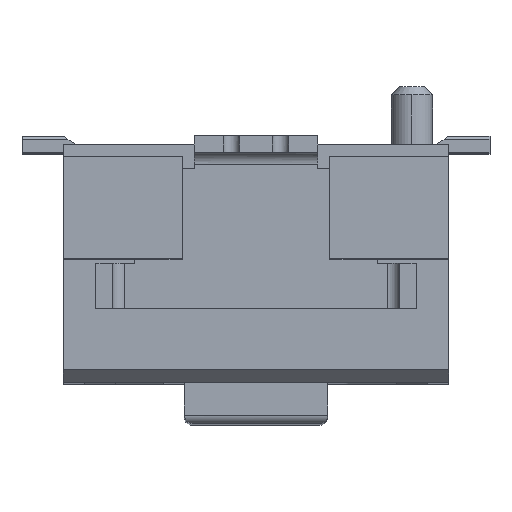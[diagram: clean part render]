
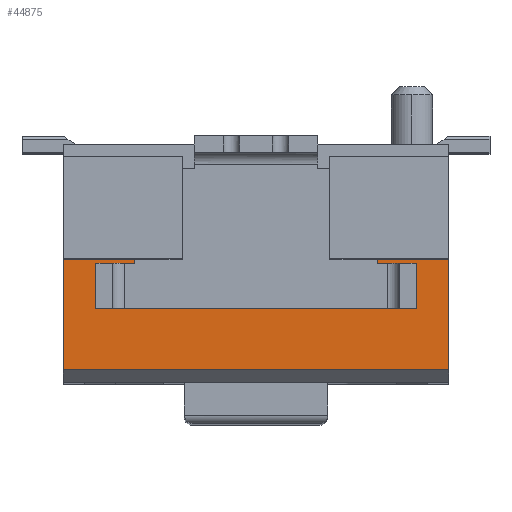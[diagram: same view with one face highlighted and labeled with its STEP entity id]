
A CAD part, top view. The second image highlights one B-rep face of the part: STEP entity #44875.
In plain terms, the highlighted planar face has unit normal (0, 0, 1).
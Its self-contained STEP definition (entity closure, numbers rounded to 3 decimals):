
#423 = VECTOR ( 'NONE', #25360, 1000. ) ;
#430 = CARTESIAN_POINT ( 'NONE',  ( 3.868, -1.65, 1.85 ) ) ;
#934 = PLANE ( 'NONE',  #17212 ) ;
#1717 = VECTOR ( 'NONE', #37976, 1000. ) ;
#3213 = CARTESIAN_POINT ( 'NONE',  ( -0.25, -1.65, 1.85 ) ) ;
#3485 = CARTESIAN_POINT ( 'NONE',  ( -1., -1.65, 1.85 ) ) ;
#4117 = EDGE_CURVE ( 'NONE', #36250, #43240, #8914, .T. ) ;
#4549 = CARTESIAN_POINT ( 'NONE',  ( -0.15, -1.55, 1.85 ) ) ;
#4937 = CARTESIAN_POINT ( 'NONE',  ( 2.1, -0.75, 1.85 ) ) ;
#5400 = LINE ( 'NONE', #4937, #27752 ) ;
#5705 = LINE ( 'NONE', #9661, #11151 ) ;
#5993 = LINE ( 'NONE', #13502, #1717 ) ;
#6288 = VERTEX_POINT ( 'NONE', #8700 ) ;
#6792 = VERTEX_POINT ( 'NONE', #32228 ) ;
#6793 = LINE ( 'NONE', #430, #38242 ) ;
#7167 = CARTESIAN_POINT ( 'NONE',  ( -1., -3., 1.85 ) ) ;
#7971 = CARTESIAN_POINT ( 'NONE',  ( 3.868, -0.106, 1.85 ) ) ;
#8330 = VERTEX_POINT ( 'NONE', #44014 ) ;
#8381 = DIRECTION ( 'NONE',  ( -1., 0., 0. ) ) ;
#8534 = VERTEX_POINT ( 'NONE', #36286 ) ;
#8700 = CARTESIAN_POINT ( 'NONE',  ( -0.3, -2.25, 1.85 ) ) ;
#8914 = LINE ( 'NONE', #13578, #25713 ) ;
#9661 = CARTESIAN_POINT ( 'NONE',  ( 2.825, -0.106, 1.85 ) ) ;
#9824 = EDGE_CURVE ( 'NONE', #31768, #6792, #6793, .T. ) ;
#10002 = CARTESIAN_POINT ( 'NONE',  ( 3.7, -0.106, 1.85 ) ) ;
#10087 = VERTEX_POINT ( 'NONE', #3213 ) ;
#10628 = EDGE_CURVE ( 'NONE', #10087, #25891, #26126, .T. ) ;
#10859 = VECTOR ( 'NONE', #40778, 1000. ) ;
#10962 = ORIENTED_EDGE ( 'NONE', *, *, #20845, .T. ) ;
#11125 = LINE ( 'NONE', #40285, #33815 ) ;
#11151 = VECTOR ( 'NONE', #37712, 1000. ) ;
#11954 = CARTESIAN_POINT ( 'NONE',  ( -0.125, -0.106, 1.85 ) ) ;
#11996 = EDGE_CURVE ( 'NONE', #43255, #18941, #37031, .T. ) ;
#12372 = ORIENTED_EDGE ( 'NONE', *, *, #39287, .T. ) ;
#12389 = CARTESIAN_POINT ( 'NONE',  ( 3.868, -1.65, 1.85 ) ) ;
#12431 = LINE ( 'NONE', #26648, #36524 ) ;
#13028 = CARTESIAN_POINT ( 'NONE',  ( -0.3, -0.106, 1.85 ) ) ;
#13133 = ORIENTED_EDGE ( 'NONE', *, *, #30489, .T. ) ;
#13272 = CARTESIAN_POINT ( 'NONE',  ( -1., -0.106, 1.85 ) ) ;
#13502 = CARTESIAN_POINT ( 'NONE',  ( 0.6, -0.75, 1.85 ) ) ;
#13578 = CARTESIAN_POINT ( 'NONE',  ( -0.15, -0.106, 1.85 ) ) ;
#14181 = CARTESIAN_POINT ( 'NONE',  ( 2.988, -1.688, 1.85 ) ) ;
#14277 = CARTESIAN_POINT ( 'NONE',  ( 3.868, -1.7, 1.85 ) ) ;
#14402 = CARTESIAN_POINT ( 'NONE',  ( 2.85, -1.55, 1.85 ) ) ;
#14682 = EDGE_CURVE ( 'NONE', #40909, #8534, #11125, .T. ) ;
#14792 = VERTEX_POINT ( 'NONE', #18110 ) ;
#15715 = VECTOR ( 'NONE', #24221, 1000. ) ;
#16249 = DIRECTION ( 'NONE',  ( 0., -1., 0. ) ) ;
#16368 = ORIENTED_EDGE ( 'NONE', *, *, #30853, .F. ) ;
#17212 = AXIS2_PLACEMENT_3D ( 'NONE', #7971, #29211, #18782 ) ;
#17410 = CARTESIAN_POINT ( 'NONE',  ( 3.7, -3., 1.85 ) ) ;
#17734 = ORIENTED_EDGE ( 'NONE', *, *, #42930, .T. ) ;
#18089 = DIRECTION ( 'NONE',  ( 0., 1., 0. ) ) ;
#18110 = CARTESIAN_POINT ( 'NONE',  ( 2.85, -0.75, 1.85 ) ) ;
#18194 = VECTOR ( 'NONE', #34675, 1000. ) ;
#18219 = CARTESIAN_POINT ( 'NONE',  ( 3.7, -1.65, 1.85 ) ) ;
#18402 = VECTOR ( 'NONE', #36561, 1000. ) ;
#18545 = EDGE_CURVE ( 'NONE', #25234, #14792, #18771, .T. ) ;
#18771 = LINE ( 'NONE', #21517, #26159 ) ;
#18782 = DIRECTION ( 'NONE',  ( 0., -1., 0. ) ) ;
#18941 = VERTEX_POINT ( 'NONE', #7167 ) ;
#19443 = DIRECTION ( 'NONE',  ( 1., 0., 0. ) ) ;
#19555 = VERTEX_POINT ( 'NONE', #27834 ) ;
#20251 = ORIENTED_EDGE ( 'NONE', *, *, #34506, .T. ) ;
#20533 = LINE ( 'NONE', #10002, #15715 ) ;
#20845 = EDGE_CURVE ( 'NONE', #8534, #6288, #38867, .T. ) ;
#21238 = CARTESIAN_POINT ( 'NONE',  ( -0.125, -0.75, 1.85 ) ) ;
#21517 = CARTESIAN_POINT ( 'NONE',  ( 2.85, -0.106, 1.85 ) ) ;
#23505 = ORIENTED_EDGE ( 'NONE', *, *, #38006, .F. ) ;
#24044 = VERTEX_POINT ( 'NONE', #30480 ) ;
#24221 = DIRECTION ( 'NONE',  ( 0., 1., 0. ) ) ;
#24524 = DIRECTION ( 'NONE',  ( -1., 0., 0. ) ) ;
#24660 = VECTOR ( 'NONE', #41724, 1000. ) ;
#25003 = ORIENTED_EDGE ( 'NONE', *, *, #45708, .T. ) ;
#25234 = VERTEX_POINT ( 'NONE', #14402 ) ;
#25360 = DIRECTION ( 'NONE',  ( -0.707, -0.707, 0. ) ) ;
#25713 = VECTOR ( 'NONE', #16249, 1000. ) ;
#25891 = VERTEX_POINT ( 'NONE', #3485 ) ;
#26027 = DIRECTION ( 'NONE',  ( 0., -1., 0. ) ) ;
#26126 = LINE ( 'NONE', #12389, #40685 ) ;
#26159 = VECTOR ( 'NONE', #18089, 1000. ) ;
#26648 = CARTESIAN_POINT ( 'NONE',  ( 3.868, -1.7, 1.85 ) ) ;
#26903 = VERTEX_POINT ( 'NONE', #21238 ) ;
#27752 = VECTOR ( 'NONE', #19443, 1000. ) ;
#27834 = CARTESIAN_POINT ( 'NONE',  ( -0.3, -1.7, 1.85 ) ) ;
#29211 = DIRECTION ( 'NONE',  ( 0., 0., 1. ) ) ;
#29442 = DIRECTION ( 'NONE',  ( 0., 1., 0. ) ) ;
#29444 = FACE_OUTER_BOUND ( 'NONE', #30828, .T. ) ;
#29550 = ORIENTED_EDGE ( 'NONE', *, *, #44944, .T. ) ;
#29644 = ORIENTED_EDGE ( 'NONE', *, *, #9824, .T. ) ;
#30366 = DIRECTION ( 'NONE',  ( 1., 0., 0. ) ) ;
#30480 = CARTESIAN_POINT ( 'NONE',  ( 2.825, -0.75, 1.85 ) ) ;
#30489 = EDGE_CURVE ( 'NONE', #8330, #26903, #40191, .T. ) ;
#30510 = VECTOR ( 'NONE', #32210, 1000. ) ;
#30775 = EDGE_CURVE ( 'NONE', #6288, #19555, #44263, .T. ) ;
#30828 = EDGE_LOOP ( 'NONE', ( #41360, #10962, #40169, #45075, #13133, #12372, #41706, #17734, #41946, #25003, #40929, #44646, #29644, #16368, #35954, #23505, #20251, #29550 ) ) ;
#30853 = EDGE_CURVE ( 'NONE', #25234, #6792, #34696, .T. ) ;
#30941 = VECTOR ( 'NONE', #29442, 1000. ) ;
#31768 = VERTEX_POINT ( 'NONE', #18219 ) ;
#32210 = DIRECTION ( 'NONE',  ( 1., 0., 0. ) ) ;
#32228 = CARTESIAN_POINT ( 'NONE',  ( 2.95, -1.65, 1.85 ) ) ;
#33024 = CARTESIAN_POINT ( 'NONE',  ( -0.15, -1.55, 1.85 ) ) ;
#33815 = VECTOR ( 'NONE', #26027, 1000. ) ;
#33994 = EDGE_CURVE ( 'NONE', #43255, #31768, #20533, .T. ) ;
#34506 = EDGE_CURVE ( 'NONE', #24044, #37629, #5705, .T. ) ;
#34675 = DIRECTION ( 'NONE',  ( -1., 0., 0. ) ) ;
#34696 = LINE ( 'NONE', #14181, #42190 ) ;
#34785 = LINE ( 'NONE', #14277, #30510 ) ;
#35954 = ORIENTED_EDGE ( 'NONE', *, *, #18545, .T. ) ;
#36184 = EDGE_CURVE ( 'NONE', #19555, #8330, #34785, .T. ) ;
#36250 = VERTEX_POINT ( 'NONE', #36859 ) ;
#36286 = CARTESIAN_POINT ( 'NONE',  ( 3., -2.25, 1.85 ) ) ;
#36328 = CARTESIAN_POINT ( 'NONE',  ( 3.868, -3., 1.85 ) ) ;
#36524 = VECTOR ( 'NONE', #30366, 1000. ) ;
#36561 = DIRECTION ( 'NONE',  ( -1., 0., 0. ) ) ;
#36859 = CARTESIAN_POINT ( 'NONE',  ( -0.15, -0.75, 1.85 ) ) ;
#37031 = LINE ( 'NONE', #36328, #18402 ) ;
#37629 = VERTEX_POINT ( 'NONE', #40244 ) ;
#37712 = DIRECTION ( 'NONE',  ( 0., -1., 0. ) ) ;
#37976 = DIRECTION ( 'NONE',  ( -1., 0., 0. ) ) ;
#38006 = EDGE_CURVE ( 'NONE', #24044, #14792, #5400, .T. ) ;
#38204 = DIRECTION ( 'NONE',  ( 0.707, -0.707, 0. ) ) ;
#38242 = VECTOR ( 'NONE', #24524, 1000. ) ;
#38638 = CARTESIAN_POINT ( 'NONE',  ( 3.868, -2.25, 1.85 ) ) ;
#38867 = LINE ( 'NONE', #38638, #18194 ) ;
#39287 = EDGE_CURVE ( 'NONE', #26903, #36250, #5993, .T. ) ;
#40169 = ORIENTED_EDGE ( 'NONE', *, *, #30775, .T. ) ;
#40191 = LINE ( 'NONE', #11954, #30941 ) ;
#40244 = CARTESIAN_POINT ( 'NONE',  ( 2.825, -1.7, 1.85 ) ) ;
#40285 = CARTESIAN_POINT ( 'NONE',  ( 3., -0.106, 1.85 ) ) ;
#40685 = VECTOR ( 'NONE', #8381, 1000. ) ;
#40778 = DIRECTION ( 'NONE',  ( 0., 1., 0. ) ) ;
#40909 = VERTEX_POINT ( 'NONE', #41211 ) ;
#40929 = ORIENTED_EDGE ( 'NONE', *, *, #11996, .F. ) ;
#41211 = CARTESIAN_POINT ( 'NONE',  ( 3., -1.7, 1.85 ) ) ;
#41360 = ORIENTED_EDGE ( 'NONE', *, *, #14682, .T. ) ;
#41706 = ORIENTED_EDGE ( 'NONE', *, *, #4117, .T. ) ;
#41724 = DIRECTION ( 'NONE',  ( 0., -1., 0. ) ) ;
#41946 = ORIENTED_EDGE ( 'NONE', *, *, #10628, .T. ) ;
#42190 = VECTOR ( 'NONE', #38204, 1000. ) ;
#42930 = EDGE_CURVE ( 'NONE', #43240, #10087, #43087, .T. ) ;
#43087 = LINE ( 'NONE', #4549, #423 ) ;
#43240 = VERTEX_POINT ( 'NONE', #33024 ) ;
#43255 = VERTEX_POINT ( 'NONE', #17410 ) ;
#44014 = CARTESIAN_POINT ( 'NONE',  ( -0.125, -1.7, 1.85 ) ) ;
#44263 = LINE ( 'NONE', #13028, #10859 ) ;
#44646 = ORIENTED_EDGE ( 'NONE', *, *, #33994, .T. ) ;
#44875 = ADVANCED_FACE ( 'NONE', ( #29444 ), #934, .T. ) ;
#44944 = EDGE_CURVE ( 'NONE', #37629, #40909, #12431, .T. ) ;
#45075 = ORIENTED_EDGE ( 'NONE', *, *, #36184, .T. ) ;
#45222 = LINE ( 'NONE', #13272, #24660 ) ;
#45708 = EDGE_CURVE ( 'NONE', #25891, #18941, #45222, .T. ) ;
